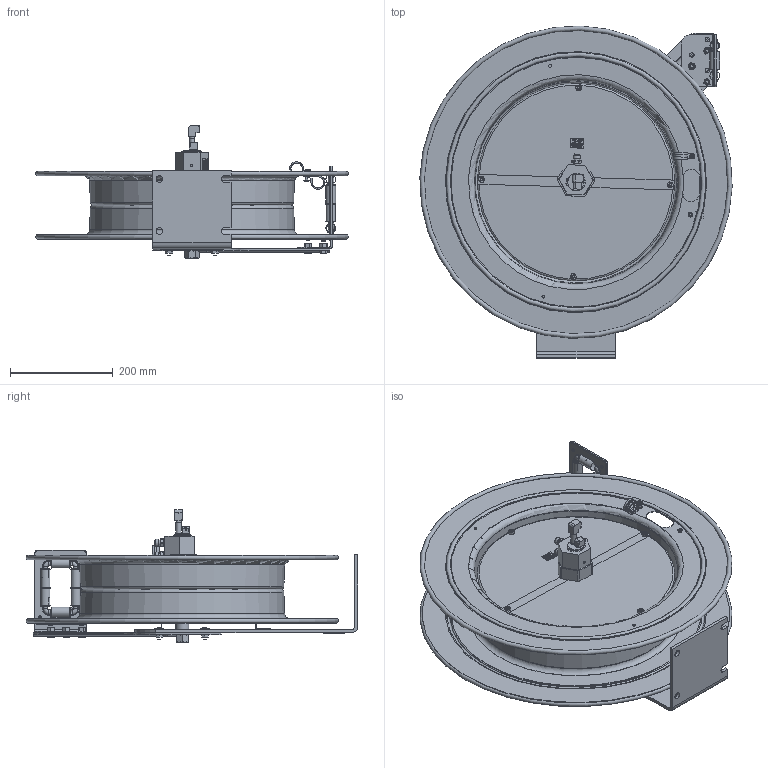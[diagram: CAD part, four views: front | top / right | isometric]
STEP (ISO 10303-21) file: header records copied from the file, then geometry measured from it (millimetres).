
FILE_DESCRIPTION((''),'2;1');
FILE_NAME('SHWL-N-[160,175,1100]_SHARED.stp','2013-02-18T08:03:55',('JKucera'),(''),'Autodesk Inventor 2013','Autodesk Inventor 2013','');
FILE_SCHEMA(('AUTOMOTIVE_DESIGN { 1 0 10303 214 1 1 1 1 }'));
Length unit declared in the file: inch
Products named in the file (1): SHWL-N-[160,175,1100]_SHARED
Bounding box: 609.34 x 647.57 x 258.47 mm (x, y, z)
Surface area: 1674011.4 mm2 (no closed solid volume)
Topology: 0 solids, 146 shells, 432 faces, 4587 edges, 4221 vertices
Faces by surface type: plane 271, cylinder 99, torus 35, cone 15, sphere 10, bspline 2
Full cylindrical faces by diameter (mm): 4.826 x2, 5.575 x1, 7.112 x2, 8.636 x6, 8.89 x2, 10.312 x1, 10.414 x1, 11.557 x1, 12.7 x2, 14.288 x2, 19.05 x6, 25.362 x1, 25.578 x1, 31.674 x1
Entity records: 43542 total; most frequent: CARTESIAN_POINT 13176, ORIENTED_EDGE 4995, DIRECTION 4772, EDGE_CURVE 4501, VERTEX_POINT 4205, VECTOR 2502, LINE 2502, AXIS2_PLACEMENT_3D 1135
